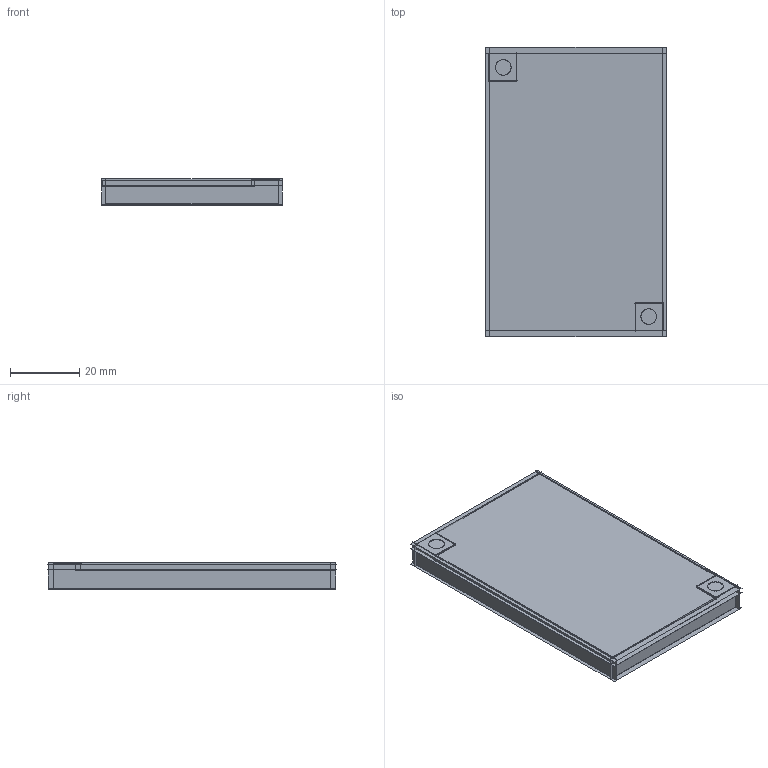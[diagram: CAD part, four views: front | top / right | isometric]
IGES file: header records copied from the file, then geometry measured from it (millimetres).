
Start section:  PTC IGES file: 206406.igs
Global section: file name: 206406.igs; native system: Creo Parametric by PTC Inc.; preprocessor: 2016260; author: pdmadmin; organization: Unknown; date: 20180412.174612; units: millimetre
Bounding box: 52.16 x 83.51 x 7.59 mm (x, y, z)
Surface area: 315603.4 mm2
Topology: 2 solids, 2 shells, 494 faces, 3196 edges, 4516 vertices
Faces by surface type: bspline 292, extrusion 186, revolution 16
